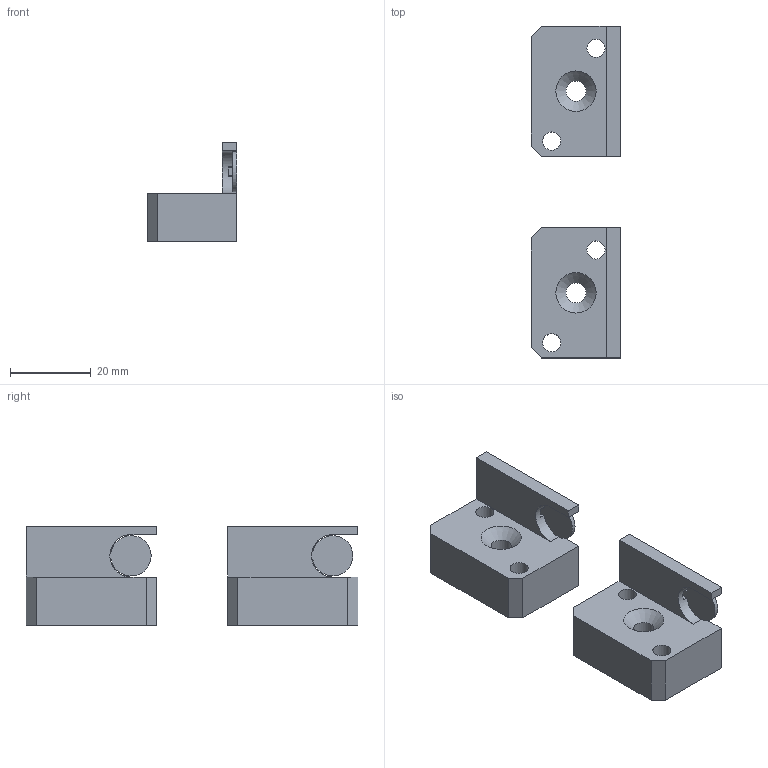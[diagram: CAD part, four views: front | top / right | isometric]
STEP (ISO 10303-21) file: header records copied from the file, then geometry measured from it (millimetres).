
FILE_DESCRIPTION(/* description */ (''),/* implementation_level */ '2;1');
FILE_NAME(/* name */ 'enclosure_micro-switch_button v6.step',/* time_stamp */ '2024-10-19T11:50:18-06:00',/* author */ (''),/* organization */ (''),/* preprocessor_version */ 'ST-DEVELOPER v20',/* originating_system */ 'Autodesk Translation Framework v13.20.0.188',/* authorisation */ '');
FILE_SCHEMA (('AUTOMOTIVE_DESIGN { 1 0 10303 214 3 1 1 }'));
Length unit declared in the file: millimetre
Products named in the file (1): enclosure_micro-switch_button
Bounding box: 22.1 x 82.25 x 24.5 mm (x, y, z)
Volume: 17786.9 mm3; surface area: 8294.2 mm2
Topology: 2 solids, 2 shells, 653 faces, 1878 edges, 1250 vertices
Faces by surface type: bspline 530, plane 111, cylinder 10, cone 2
Full cylindrical faces by diameter (mm): 4.5 x4, 5 x2
Entity records: 26306 total; most frequent: CARTESIAN_POINT 12792, ORIENTED_EDGE 3756, EDGE_CURVE 1878, VERTEX_POINT 1250, DIRECTION 1092, B_SPLINE_CURVE_WITH_KNOTS 1060, LINE 792, VECTOR 792
